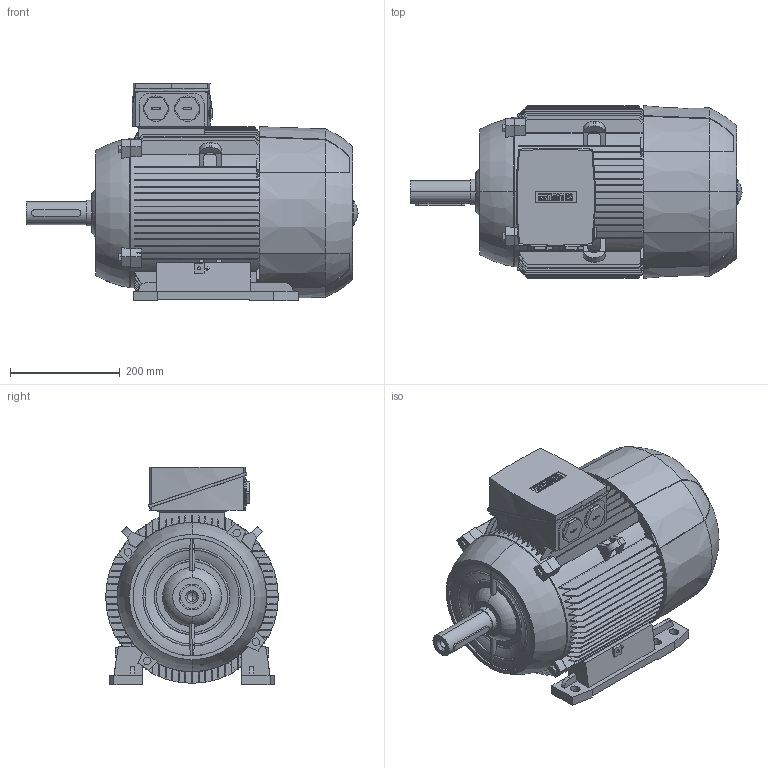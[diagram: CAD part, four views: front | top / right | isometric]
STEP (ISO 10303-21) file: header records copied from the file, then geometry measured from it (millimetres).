
FILE_DESCRIPTION(('STEP AP214'),'1');
FILE_NAME('cctmp_8AFEA729-5691-4ED8-ABF1-F8307E6A161F_2024_09_23_07_13_19_0344..stp','2024-09-23T07:13:20',('SIEMENS A&D'),('CADClick - www.CADClick.com'),'Spatial InterOp 3D',' ','unknown authorization');
FILE_SCHEMA(('AUTOMOTIVE_DESIGN'));
Length unit declared in the file: millimetre
Products named in the file (1): 2024_09_23_07_13_19_0328
Bounding box: 604 x 314 x 396.5 mm (x, y, z)
Volume: 33035876.1 mm3; surface area: 1288245.6 mm2
Topology: 1 solids, 1 shells, 1111 faces, 3167 edges, 2098 vertices
Faces by surface type: plane 678, cylinder 261, torus 152, cone 20
Entity records: 53793 total; most frequent: CARTESIAN_POINT 16357, ORIENTED_EDGE 6326, DIRECTION 5506, EDGE_CURVE 3163, VERTEX_POINT 2098, LINE 1910, VECTOR 1910, AXIS2_PLACEMENT_3D 1798
